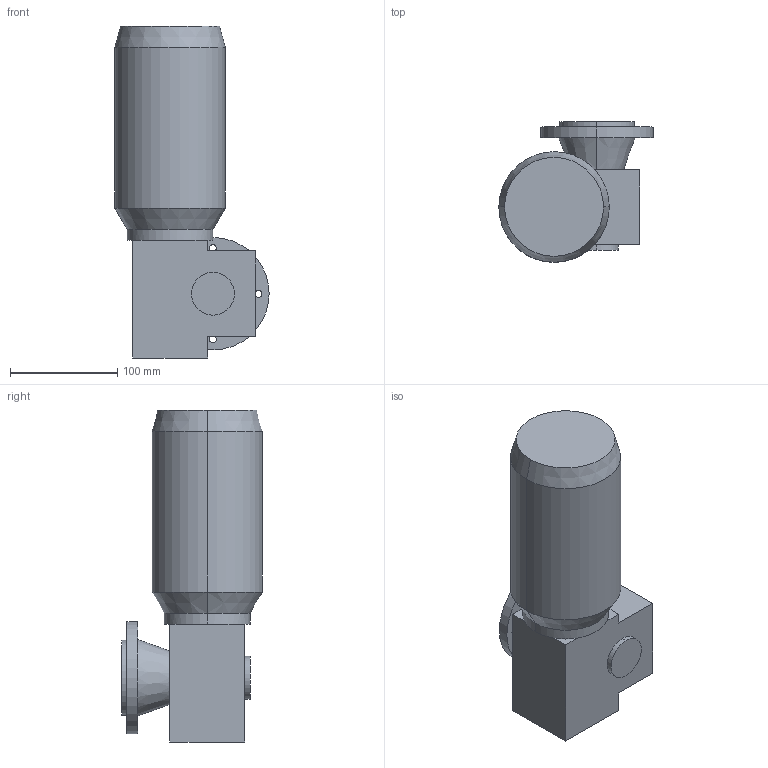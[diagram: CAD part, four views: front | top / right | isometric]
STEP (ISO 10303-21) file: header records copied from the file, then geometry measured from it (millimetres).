
FILE_DESCRIPTION (( 'STEP AP203' ), '1' );
FILE_NAME ('motoreducteur_Défaut_sldprt.STEP', '2019-10-30T13:03:29', ( '' ), ( '' ), 'SwSTEP 2.0', 'SolidWorks 2017', '' );
FILE_SCHEMA (( 'CONFIG_CONTROL_DESIGN' ));
Length unit declared in the file: millimetre
Products named in the file (1): motoreducteur_Défaut_sldprt
Bounding box: 144.05 x 131.55 x 310 mm (x, y, z)
Volume: 2480681.7 mm3; surface area: 149559.8 mm2
Topology: 1 solids, 1 shells, 51 faces, 116 edges, 72 vertices
Faces by surface type: plane 23, cylinder 20, cone 8
Entity records: 1531 total; most frequent: DIRECTION 276, CARTESIAN_POINT 240, ORIENTED_EDGE 232, EDGE_CURVE 116, AXIS2_PLACEMENT_3D 108, VERTEX_POINT 72, EDGE_LOOP 64, LINE 60
